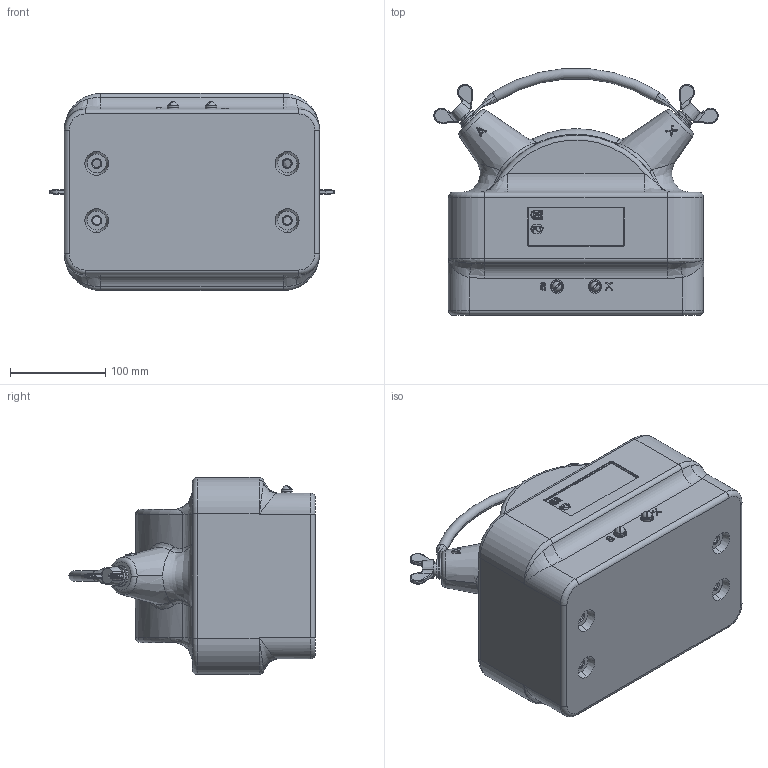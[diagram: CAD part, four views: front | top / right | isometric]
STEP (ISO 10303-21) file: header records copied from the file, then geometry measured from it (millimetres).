
FILE_DESCRIPTION (( 'STEP AP203' ), '1' );
FILE_NAME ('恂-1(10.STEP', '2018-01-18T09:48:55', ( '' ), ( '' ), 'SwSTEP 2.0', 'SolidWorks 2010', '' );
FILE_SCHEMA (( 'CONFIG_CONTROL_DESIGN' ));
Length unit declared in the file: millimetre
Products named in the file (1): 恂-1(10
Bounding box: 298.53 x 259.04 x 207 mm (x, y, z)
Surface area: 265889.8 mm2 (no closed solid volume)
Topology: 0 solids, 29 shells, 360 faces, 1027 edges, 678 vertices
Faces by surface type: plane 107, cylinder 92, bspline 85, cone 47, torus 23, sphere 6
Entity records: 17452 total; most frequent: CARTESIAN_POINT 8711, ORIENTED_EDGE 1734, DIRECTION 1734, EDGE_CURVE 1017, VERTEX_POINT 678, AXIS2_PLACEMENT_3D 677, CIRCLE 401, EDGE_LOOP 395
